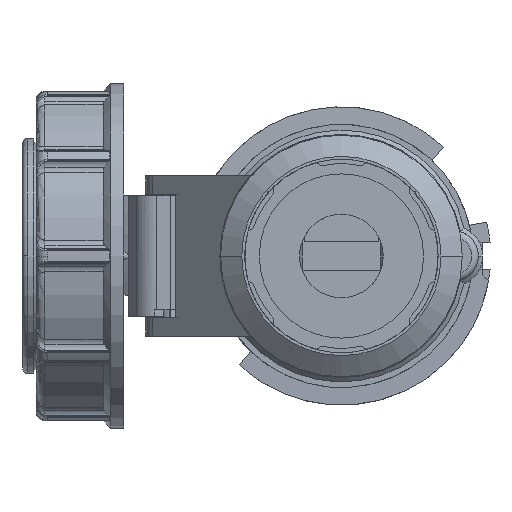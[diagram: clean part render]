
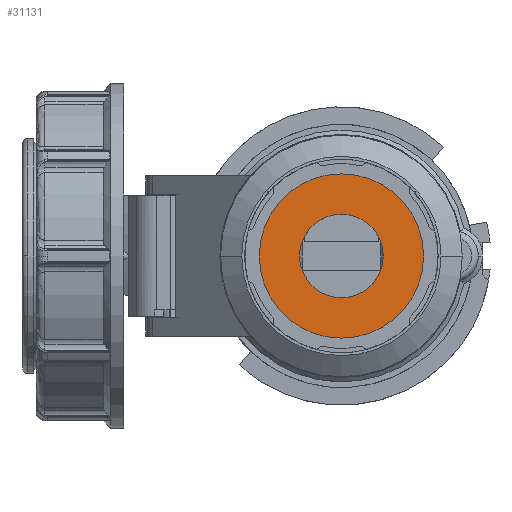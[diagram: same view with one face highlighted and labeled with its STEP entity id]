
A CAD part, front view. The second image highlights one B-rep face of the part: STEP entity #31131.
In plain terms, the highlighted planar face has unit normal (0, -1, 0).
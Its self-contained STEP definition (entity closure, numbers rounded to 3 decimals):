
#52 = DIRECTION ( 'NONE',  ( 1., 0., 0. ) ) ;
#123 = CARTESIAN_POINT ( 'NONE',  ( 9.253, -157.098, -2.487 ) ) ;
#340 = CARTESIAN_POINT ( 'NONE',  ( -1.244, -157.098, -9.5 ) ) ;
#432 = CARTESIAN_POINT ( 'NONE',  ( 9.5, -157.098, 1.244 ) ) ;
#2277 = CARTESIAN_POINT ( 'NONE',  ( -5.838, -157.098, -7.597 ) ) ;
#2360 = CARTESIAN_POINT ( 'NONE',  ( 7.597, -157.098, -5.838 ) ) ;
#2979 = AXIS2_PLACEMENT_3D ( 'NONE', #3060, #24312, #52 ) ;
#2987 = CARTESIAN_POINT ( 'NONE',  ( 1.244, -157.098, 9.5 ) ) ;
#3060 = CARTESIAN_POINT ( 'NONE',  ( 0., -157.098, 0. ) ) ;
#3352 = CARTESIAN_POINT ( 'NONE',  ( 18.692, -157.098, 0. ) ) ;
#4334 = DIRECTION ( 'NONE',  ( 1., 0., 0. ) ) ;
#4739 = CARTESIAN_POINT ( 'NONE',  ( 9.5, -157.098, -1.244 ) ) ;
#4884 = CARTESIAN_POINT ( 'NONE',  ( 1.244, -157.098, -9.5 ) ) ;
#5186 = CARTESIAN_POINT ( 'NONE',  ( 0., -157.098, 9.5 ) ) ;
#5253 = CARTESIAN_POINT ( 'NONE',  ( -9.5, -157.098, 1.244 ) ) ;
#5441 = ORIENTED_EDGE ( 'NONE', *, *, #20733, .T. ) ;
#5946 = CIRCLE ( 'NONE', #14000, 18.692 ) ;
#6176 = CARTESIAN_POINT ( 'NONE',  ( 0., -157.098, -9.5 ) ) ;
#6532 = PLANE ( 'NONE',  #7950 ) ;
#7165 = CARTESIAN_POINT ( 'NONE',  ( 0., -157.098, 0. ) ) ;
#7317 = CARTESIAN_POINT ( 'NONE',  ( -7.597, -157.098, -5.838 ) ) ;
#7772 = CARTESIAN_POINT ( 'NONE',  ( 0., -157.098, -9.5 ) ) ;
#7950 = AXIS2_PLACEMENT_3D ( 'NONE', #7165, #11567, #4334 ) ;
#9020 = B_SPLINE_CURVE_WITH_KNOTS ( 'NONE', 3,
 ( #29179, #21475, #10122, #19718, #26830, #12036, #11882, #26368, #5253, #21933, #19123, #28876, #7317, #2277, #31086, #29327, #340, #7772 ),
 .UNSPECIFIED., .F., .F.,
 ( 4, 2, 2, 2, 2, 2, 2, 2, 4 ),
 ( 0.5, 0.563, 0.625, 0.688, 0.75, 0.813, 0.875, 0.938, 1. ),
 .UNSPECIFIED. ) ;
#9200 = FACE_BOUND ( 'NONE', #19977, .T. ) ;
#9484 = VERTEX_POINT ( 'NONE', #3352 ) ;
#9753 = CARTESIAN_POINT ( 'NONE',  ( 9.253, -157.098, 2.487 ) ) ;
#10122 = CARTESIAN_POINT ( 'NONE',  ( -2.487, -157.098, 9.253 ) ) ;
#11567 = DIRECTION ( 'NONE',  ( 0., 1., 0. ) ) ;
#11882 = CARTESIAN_POINT ( 'NONE',  ( -8.301, -157.098, 4.784 ) ) ;
#11966 = CARTESIAN_POINT ( 'NONE',  ( 5.838, -157.098, 7.597 ) ) ;
#12036 = CARTESIAN_POINT ( 'NONE',  ( -7.597, -157.098, 5.838 ) ) ;
#12124 = CARTESIAN_POINT ( 'NONE',  ( 2.487, -157.098, -9.253 ) ) ;
#13046 = EDGE_CURVE ( 'NONE', #14757, #21853, #22906, .T. ) ;
#14000 = AXIS2_PLACEMENT_3D ( 'NONE', #27992, #16014, #27531 ) ;
#14475 = CARTESIAN_POINT ( 'NONE',  ( 5.838, -157.098, -7.597 ) ) ;
#14757 = VERTEX_POINT ( 'NONE', #6176 ) ;
#14936 = CARTESIAN_POINT ( 'NONE',  ( 2.487, -157.098, 9.253 ) ) ;
#16014 = DIRECTION ( 'NONE',  ( 0., -1., 0. ) ) ;
#17273 = CARTESIAN_POINT ( 'NONE',  ( 7.597, -157.098, 5.838 ) ) ;
#18288 = CARTESIAN_POINT ( 'NONE',  ( -18.692, -157.098, 0. ) ) ;
#19123 = CARTESIAN_POINT ( 'NONE',  ( -9.253, -157.098, -2.487 ) ) ;
#19350 = ORIENTED_EDGE ( 'NONE', *, *, #31011, .T. ) ;
#19352 = CARTESIAN_POINT ( 'NONE',  ( 4.784, -157.098, -8.301 ) ) ;
#19652 = CARTESIAN_POINT ( 'NONE',  ( 8.301, -157.098, -4.784 ) ) ;
#19697 = EDGE_CURVE ( 'NONE', #21853, #14757, #9020, .T. ) ;
#19718 = CARTESIAN_POINT ( 'NONE',  ( -4.784, -157.098, 8.301 ) ) ;
#19977 = EDGE_LOOP ( 'NONE', ( #20321, #28674 ) ) ;
#20321 = ORIENTED_EDGE ( 'NONE', *, *, #13046, .F. ) ;
#20733 = EDGE_CURVE ( 'NONE', #9484, #26630, #22069, .T. ) ;
#21475 = CARTESIAN_POINT ( 'NONE',  ( -1.244, -157.098, 9.5 ) ) ;
#21853 = VERTEX_POINT ( 'NONE', #26500 ) ;
#21933 = CARTESIAN_POINT ( 'NONE',  ( -9.5, -157.098, -1.244 ) ) ;
#22069 = CIRCLE ( 'NONE', #2979, 18.692 ) ;
#22906 = B_SPLINE_CURVE_WITH_KNOTS ( 'NONE', 3,
 ( #26451, #4884, #12124, #19352, #14475, #2360, #19652, #123, #4739, #432, #9753, #29105, #17273, #11966, #26916, #14936, #2987, #5186 ),
 .UNSPECIFIED., .F., .F.,
 ( 4, 2, 2, 2, 2, 2, 2, 2, 4 ),
 ( 0., 0.063, 0.125, 0.188, 0.25, 0.313, 0.375, 0.438, 0.5 ),
 .UNSPECIFIED. ) ;
#24312 = DIRECTION ( 'NONE',  ( 0., -1., 0. ) ) ;
#26368 = CARTESIAN_POINT ( 'NONE',  ( -9.253, -157.098, 2.487 ) ) ;
#26451 = CARTESIAN_POINT ( 'NONE',  ( 0., -157.098, -9.5 ) ) ;
#26468 = EDGE_LOOP ( 'NONE', ( #19350, #5441 ) ) ;
#26500 = CARTESIAN_POINT ( 'NONE',  ( 0., -157.098, 9.5 ) ) ;
#26630 = VERTEX_POINT ( 'NONE', #18288 ) ;
#26830 = CARTESIAN_POINT ( 'NONE',  ( -5.838, -157.098, 7.597 ) ) ;
#26916 = CARTESIAN_POINT ( 'NONE',  ( 4.784, -157.098, 8.301 ) ) ;
#27531 = DIRECTION ( 'NONE',  ( 1., 0., 0. ) ) ;
#27992 = CARTESIAN_POINT ( 'NONE',  ( 0., -157.098, 0. ) ) ;
#28255 = FACE_OUTER_BOUND ( 'NONE', #26468, .T. ) ;
#28674 = ORIENTED_EDGE ( 'NONE', *, *, #19697, .F. ) ;
#28876 = CARTESIAN_POINT ( 'NONE',  ( -8.301, -157.098, -4.784 ) ) ;
#29105 = CARTESIAN_POINT ( 'NONE',  ( 8.301, -157.098, 4.784 ) ) ;
#29179 = CARTESIAN_POINT ( 'NONE',  ( 0., -157.098, 9.5 ) ) ;
#29327 = CARTESIAN_POINT ( 'NONE',  ( -2.487, -157.098, -9.253 ) ) ;
#31011 = EDGE_CURVE ( 'NONE', #26630, #9484, #5946, .T. ) ;
#31086 = CARTESIAN_POINT ( 'NONE',  ( -4.784, -157.098, -8.301 ) ) ;
#31131 = ADVANCED_FACE ( 'NONE', ( #28255, #9200 ), #6532, .F. ) ;
